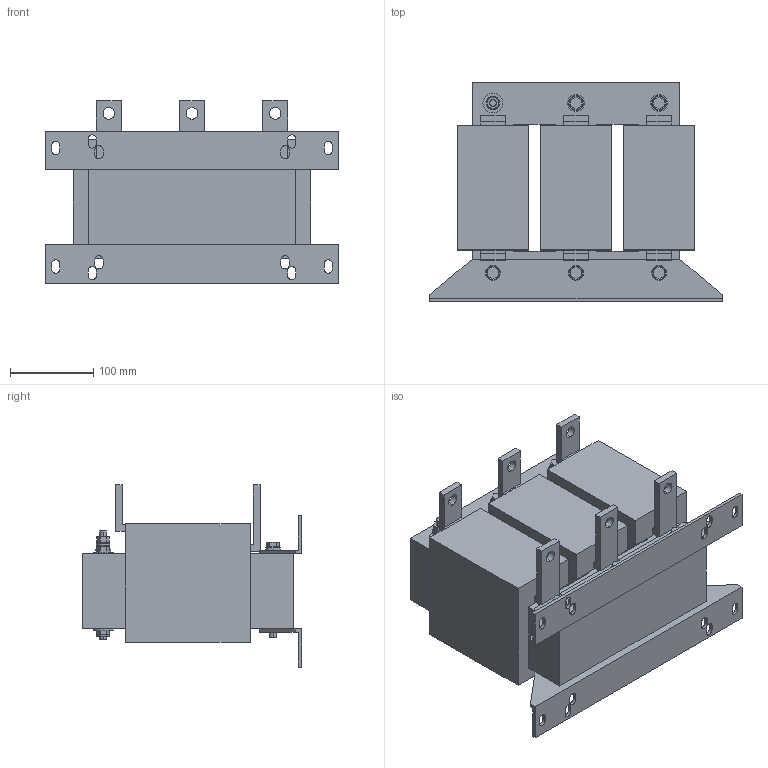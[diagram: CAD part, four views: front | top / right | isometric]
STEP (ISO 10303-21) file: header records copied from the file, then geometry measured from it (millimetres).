
FILE_DESCRIPTION (( 'STEP AP214' ), '1' );
FILE_NAME ('1134087.STEP', '2026-01-14T09:17:18', ( '' ), ( '' ), 'SwSTEP 2.0', 'SolidWorks 2022', '' );
FILE_SCHEMA (( 'AUTOMOTIVE_DESIGN' ));
Length unit declared in the file: millimetre
Products named in the file (1): 1134087
Bounding box: 352 x 263.95 x 219.3 mm (x, y, z)
Volume: 8225903.9 mm3; surface area: 512426.9 mm2
Topology: 1 solids, 1 shells, 356 faces, 918 edges, 594 vertices
Faces by surface type: plane 254, cylinder 102
Entity records: 12663 total; most frequent: CARTESIAN_POINT 1869, DIRECTION 1846, ORIENTED_EDGE 1836, EDGE_CURVE 918, VECTOR 704, LINE 704, VERTEX_POINT 594, AXIS2_PLACEMENT_3D 571
